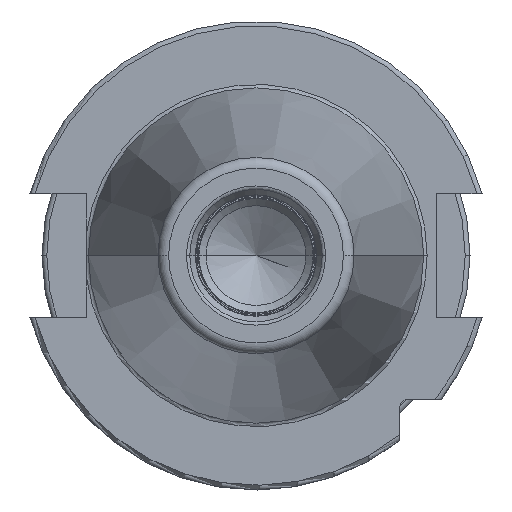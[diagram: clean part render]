
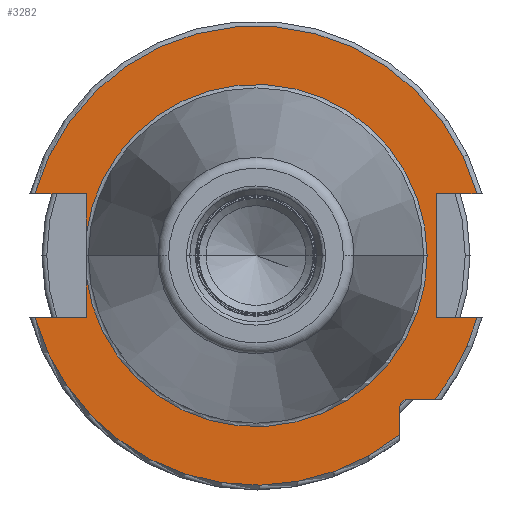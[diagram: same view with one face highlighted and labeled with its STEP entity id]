
A CAD part, left-side view. The second image highlights one B-rep face of the part: STEP entity #3282.
In plain terms, the highlighted planar face has unit normal (-1, 0, 0).
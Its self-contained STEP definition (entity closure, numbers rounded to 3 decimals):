
#117=CARTESIAN_POINT('',(3.2,0.,0.));
#118=DIRECTION('',(-1.,0.,0.));
#119=DIRECTION('',(0.,0.992,-0.124));
#120=AXIS2_PLACEMENT_3D('',#117,#118,#119);
#890=DIRECTION('',(0.,-1.,0.));
#891=VECTOR('',#890,5.654);
#892=CARTESIAN_POINT('',(3.2,-31.6,-29.85));
#893=LINE('',#892,#891);
#894=DIRECTION('',(0.,0.,1.));
#895=VECTOR('',#894,5.654);
#896=CARTESIAN_POINT('',(3.2,-29.85,-37.254));
#897=LINE('',#896,#895);
#898=CARTESIAN_POINT('',(3.2,0.,0.));
#899=DIRECTION('',(-1.,0.,0.));
#900=DIRECTION('',(0.,0.963,-0.27));
#901=AXIS2_PLACEMENT_3D('',#898,#899,#900);
#903=DIRECTION('',(0.,-1.,0.));
#904=VECTOR('',#903,10.661);
#905=CARTESIAN_POINT('',(3.2,45.961,-12.9));
#906=LINE('',#905,#904);
#907=DIRECTION('',(0.,0.,-1.));
#908=VECTOR('',#907,8.485);
#909=CARTESIAN_POINT('',(3.2,35.3,-4.415));
#910=LINE('',#909,#908);
#911=DIRECTION('',(0.,0.,-1.));
#912=VECTOR('',#911,8.485);
#913=CARTESIAN_POINT('',(3.2,35.3,12.9));
#914=LINE('',#913,#912);
#915=DIRECTION('',(0.,-1.,0.));
#916=VECTOR('',#915,10.661);
#917=CARTESIAN_POINT('',(3.2,45.961,12.9));
#918=LINE('',#917,#916);
#919=CARTESIAN_POINT('',(3.2,0.,0.));
#920=DIRECTION('',(1.,0.,0.));
#921=DIRECTION('',(0.,0.963,0.27));
#922=AXIS2_PLACEMENT_3D('',#919,#920,#921);
#924=DIRECTION('',(0.,1.,0.));
#925=VECTOR('',#924,8.461);
#926=CARTESIAN_POINT('',(3.2,-45.961,12.9));
#927=LINE('',#926,#925);
#928=DIRECTION('',(0.,0.,1.));
#929=VECTOR('',#928,25.8);
#930=CARTESIAN_POINT('',(3.2,-37.5,-12.9));
#931=LINE('',#930,#929);
#932=DIRECTION('',(0.,1.,0.));
#933=VECTOR('',#932,8.461);
#934=CARTESIAN_POINT('',(3.2,-45.961,-12.9));
#935=LINE('',#934,#933);
#936=CARTESIAN_POINT('',(3.2,0.,0.));
#937=DIRECTION('',(-1.,0.,0.));
#938=DIRECTION('',(0.,-0.78,-0.625));
#939=AXIS2_PLACEMENT_3D('',#936,#937,#938);
#950=CARTESIAN_POINT('',(3.2,-31.6,-31.6));
#951=DIRECTION('',(1.,0.,0.));
#952=DIRECTION('',(0.,1.,0.));
#953=AXIS2_PLACEMENT_3D('',#950,#951,#952);
#1063=CARTESIAN_POINT('',(3.2,-37.254,-29.85));
#1552=CARTESIAN_POINT('',(3.2,0.,0.));
#1553=DIRECTION('',(1.,0.,0.));
#1554=DIRECTION('',(0.,0.992,0.124));
#1555=AXIS2_PLACEMENT_3D('',#1552,#1553,#1554);
#1775=CARTESIAN_POINT('',(3.2,-35.575,0.));
#1777=VERTEX_POINT('',#1775);
#1893=CARTESIAN_POINT('',(3.2,45.961,12.9));
#1894=CARTESIAN_POINT('',(3.2,35.3,12.9));
#1895=VERTEX_POINT('',#1893);
#1896=VERTEX_POINT('',#1894);
#1897=CARTESIAN_POINT('',(3.2,35.3,4.415));
#1898=VERTEX_POINT('',#1897);
#1899=CARTESIAN_POINT('',(3.2,35.3,-4.415));
#1900=CARTESIAN_POINT('',(3.2,35.3,-12.9));
#1901=VERTEX_POINT('',#1899);
#1902=VERTEX_POINT('',#1900);
#1903=CARTESIAN_POINT('',(3.2,45.961,-12.9));
#1904=VERTEX_POINT('',#1903);
#1905=CARTESIAN_POINT('',(3.2,-45.961,-12.9));
#1906=CARTESIAN_POINT('',(3.2,-37.5,-12.9));
#1907=VERTEX_POINT('',#1905);
#1908=VERTEX_POINT('',#1906);
#1909=CARTESIAN_POINT('',(3.2,-37.5,12.9));
#1910=VERTEX_POINT('',#1909);
#1911=CARTESIAN_POINT('',(3.2,-45.961,12.9));
#1912=VERTEX_POINT('',#1911);
#1948=CARTESIAN_POINT('',(3.2,-29.85,-37.254));
#1949=VERTEX_POINT('',#1948);
#1950=CARTESIAN_POINT('',(3.2,-29.85,-31.6));
#1951=CARTESIAN_POINT('',(3.2,-31.6,-29.85));
#1952=VERTEX_POINT('',#1950);
#1953=VERTEX_POINT('',#1951);
#1972=VERTEX_POINT('',#1063);
#3251=CARTESIAN_POINT('',(3.2,0.,0.));
#3252=DIRECTION('',(1.,0.,0.));
#3253=DIRECTION('',(0.,-1.,0.));
#3254=AXIS2_PLACEMENT_3D('',#3251,#3252,#3253);
#3255=PLANE('',#3254);
#3257=ORIENTED_EDGE('',*,*,#3256,.F.);
#3259=ORIENTED_EDGE('',*,*,#3258,.F.);
#3261=ORIENTED_EDGE('',*,*,#3260,.F.);
#3263=ORIENTED_EDGE('',*,*,#3262,.F.);
#3264=ORIENTED_EDGE('',*,*,#3225,.T.);
#3265=ORIENTED_EDGE('',*,*,#2314,.F.);
#3266=ORIENTED_EDGE('',*,*,#2269,.T.);
#3268=ORIENTED_EDGE('',*,*,#3267,.F.);
#3269=ORIENTED_EDGE('',*,*,#2309,.F.);
#3271=ORIENTED_EDGE('',*,*,#3270,.F.);
#3273=ORIENTED_EDGE('',*,*,#3272,.T.);
#3275=ORIENTED_EDGE('',*,*,#3274,.T.);
#3276=ORIENTED_EDGE('',*,*,#2368,.F.);
#3277=ORIENTED_EDGE('',*,*,#3184,.F.);
#3279=ORIENTED_EDGE('',*,*,#3278,.F.);
#3280=EDGE_LOOP('',(#3257,#3259,#3261,#3263,#3264,#3265,#3266,#3268,#3269,#3271,
#3273,#3275,#3276,#3277,#3279));
#3281=FACE_OUTER_BOUND('',#3280,.F.);
#3282=ADVANCED_FACE('',(#3281),#3255,.F.);
#121=CIRCLE('',#120,35.575);
#902=CIRCLE('',#901,47.738);
#923=CIRCLE('',#922,47.738);
#940=CIRCLE('',#939,47.738);
#954=CIRCLE('',#953,1.75);
#1556=CIRCLE('',#1555,35.575);
#2269=EDGE_CURVE('',#1901,#1777,#121,.T.);
#2309=EDGE_CURVE('',#1896,#1898,#914,.T.);
#2314=EDGE_CURVE('',#1901,#1902,#910,.T.);
#2368=EDGE_CURVE('',#1908,#1910,#931,.T.);
#3184=EDGE_CURVE('',#1907,#1908,#935,.T.);
#3225=EDGE_CURVE('',#1904,#1902,#906,.T.);
#3256=EDGE_CURVE('',#1953,#1972,#893,.T.);
#3258=EDGE_CURVE('',#1952,#1953,#954,.T.);
#3260=EDGE_CURVE('',#1949,#1952,#897,.T.);
#3262=EDGE_CURVE('',#1904,#1949,#902,.T.);
#3267=EDGE_CURVE('',#1898,#1777,#1556,.T.);
#3270=EDGE_CURVE('',#1895,#1896,#918,.T.);
#3272=EDGE_CURVE('',#1895,#1912,#923,.T.);
#3274=EDGE_CURVE('',#1912,#1910,#927,.T.);
#3278=EDGE_CURVE('',#1972,#1907,#940,.T.);
